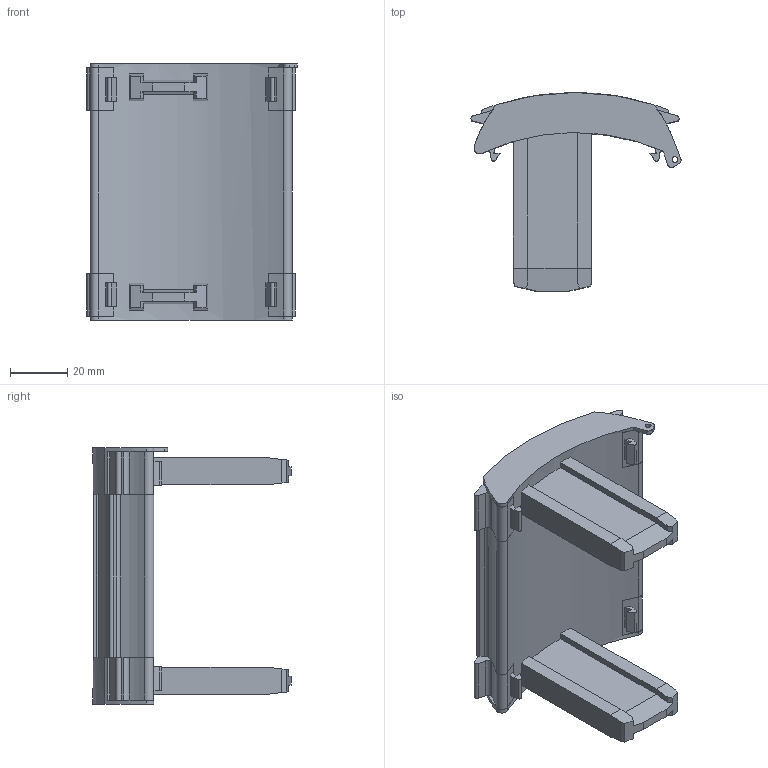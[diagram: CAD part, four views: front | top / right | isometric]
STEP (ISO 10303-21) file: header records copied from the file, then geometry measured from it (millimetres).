
FILE_DESCRIPTION(('SolidDesigner STEP Export'),'2;1');
FILE_NAME('3069406_FBP_6_1-select.stp','2014-05-28T 7:11:23',(''),(''),'Creo Elements/Direct Modeling STEP processor for AP214 (Solid Model)','Creo Elements/Direct Modeling 18.1B 29-Sep-2012 (C) Parametric Technology GmbH','');
FILE_SCHEMA(('AUTOMOTIVE_DESIGN { 1 0 10303 214 1 1 1 1 }'));
Length unit declared in the file: millimetre
Products named in the file (2): 3069406_FBP_6_1-select
Assembly tree (1 placements, depth 2):
  3069406_FBP_6_1-select
    3069406_FBP_6_1-select
Bounding box: 73.52 x 69.5 x 89.65 mm (x, y, z)
Volume: 100117.2 mm3; surface area: 28309.3 mm2
Topology: 1 solids, 1 shells, 210 faces, 580 edges, 380 vertices
Faces by surface type: plane 157, cylinder 53
Entity records: 8329 total; most frequent: CARTESIAN_POINT 1248, ORIENTED_EDGE 1160, DIRECTION 1092, EDGE_CURVE 580, VECTOR 388, LINE 388, VERTEX_POINT 380, AXIS2_PLACEMENT_3D 352
